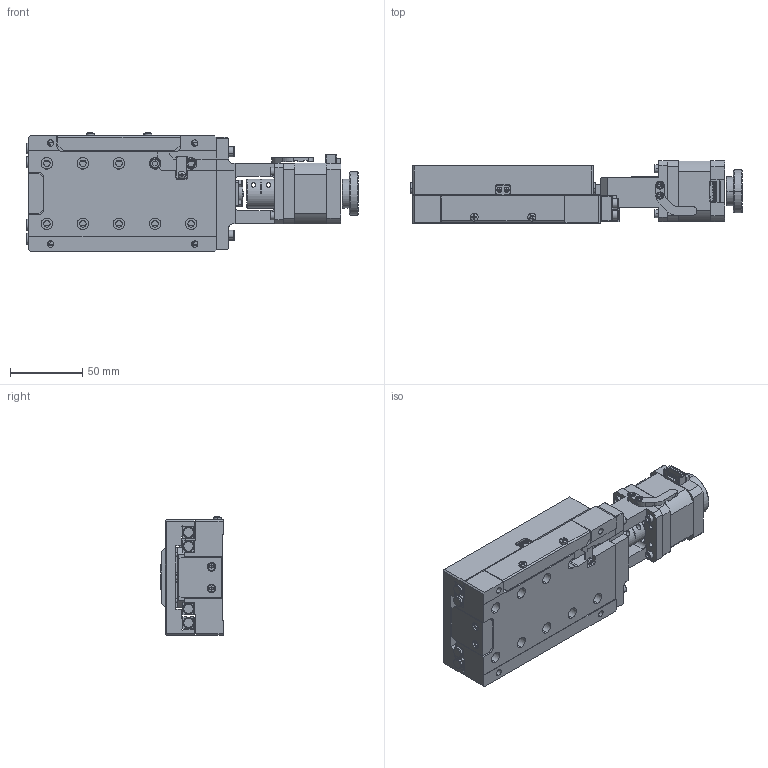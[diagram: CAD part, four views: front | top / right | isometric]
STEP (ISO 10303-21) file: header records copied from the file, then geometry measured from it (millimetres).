
FILE_DESCRIPTION (( 'STEP AP203' ), '1' );
FILE_NAME ('CXPF75-80125.step', '2019-05-06T07:46:51', ( '' ), ( '' ), 'SwSTEP 2.0', 'SolidWorks 2017', '' );
FILE_SCHEMA (( 'CONFIG_CONTROL_DESIGN' ));
Length unit declared in the file: millimetre
Products named in the file (1): CXPF75-80125
Bounding box: 230.3 x 43.1 x 82.22 mm (x, y, z)
Surface area: 119870.8 mm2 (no closed solid volume)
Topology: 0 solids, 100 shells, 1276 faces, 4282 edges, 2935 vertices
Faces by surface type: plane 810, cylinder 285, cone 99, torus 64, sphere 10, bspline 8
Entity records: 46795 total; most frequent: CARTESIAN_POINT 9542, DIRECTION 7937, ORIENTED_EDGE 6838, EDGE_CURVE 4222, VERTEX_POINT 2935, VECTOR 2733, LINE 2733, AXIS2_PLACEMENT_3D 2602
